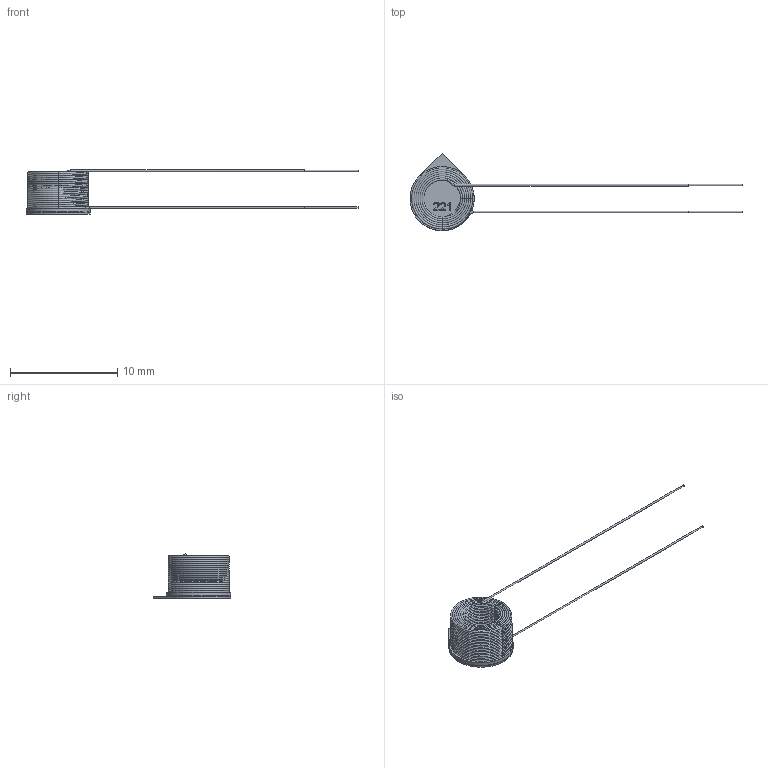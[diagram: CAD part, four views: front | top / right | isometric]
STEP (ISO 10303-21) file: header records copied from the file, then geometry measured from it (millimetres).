
FILE_DESCRIPTION(/* description */ ('Unknown'),/* implementation_level */ '2;1');
FILE_NAME(/* name */ '760308101221',/* time_stamp */ '2022-04-19T12:40:27+02:00',/* author */ ('Unknown'),/* organization */ ('Unknown'),/* preprocessor_version */ 'ST-DEVELOPER v16.7',/* originating_system */ 'Solid Edge',/* authorisation */ 'Unknown');
FILE_SCHEMA (('AUTOMOTIVE_DESIGN {1 0 10303 214 3 1 1}'));
Length unit declared in the file: millimetre
Products named in the file (7): 760308101221; E_adhesive; D_PET; C_ferrite sheet; F_copper coil; B_adhesive tape; A_released paper
Assembly tree (6 placements, depth 2):
  760308101221
    E_adhesive
    D_PET
    C_ferrite sheet
    F_copper coil
    B_adhesive tape
    A_released paper
Bounding box: 31 x 7.24 x 4.11 mm (x, y, z)
Volume: 52.9 mm3; surface area: 1190.7 mm2
Topology: 6 solids, 6 shells, 274 faces, 621 edges, 353 vertices
Faces by surface type: bspline 121, torus 115, plane 29, cylinder 9
Full cylindrical faces by diameter (mm): 0.15 x2, 0.17 x2, 6 x4
Entity records: 16400 total; most frequent: CARTESIAN_POINT 9978, DIRECTION 853, ORIENTED_EDGE 682, EDGE_LOOP 580, FACE_BOUND 580, AXIS2_PLACEMENT_3D 407, EDGE_CURVE 341, VERTEX_POINT 319
